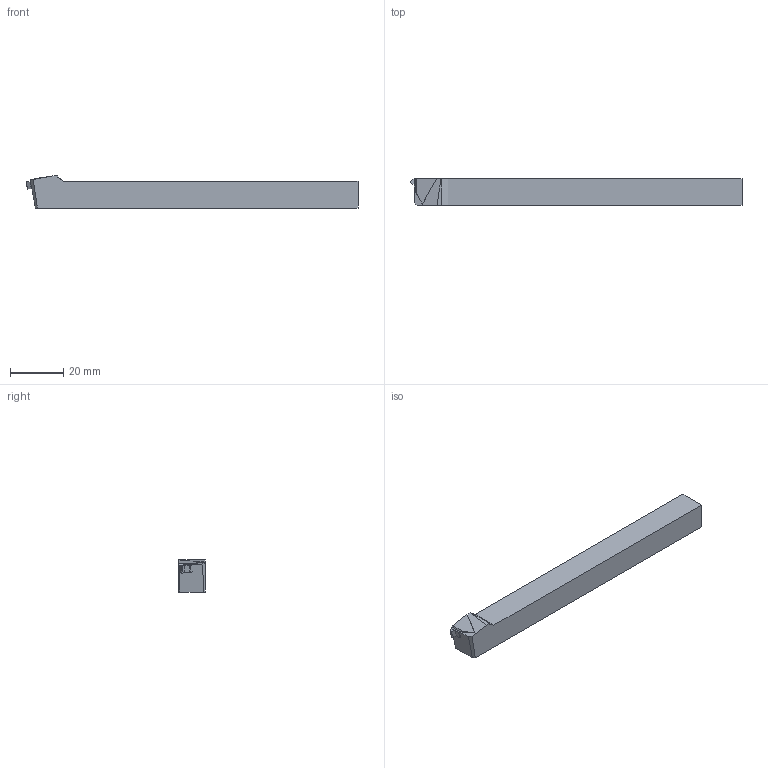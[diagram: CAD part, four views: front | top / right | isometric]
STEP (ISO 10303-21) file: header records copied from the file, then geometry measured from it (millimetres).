
FILE_DESCRIPTION(/* description */ (''),/* implementation_level */ '2;1');
FILE_NAME(/* name */ 'SEL-1010-K11-S.stp',/* time_stamp */ '2023-10-20T10:33:47+03:00',/* author */ (''),/* organization */ (''),/* preprocessor_version */ 'ST-DEVELOPER v19.4',/* originating_system */ 'SIEMENS PLM Software NX2306.3001',/* authorisation */ '');
FILE_SCHEMA (('AP203_CONFIGURATION_CONTROLLED_3D_DESIGN_OF_MECHANICAL_PARTS_AND_ASSEMBLIES_MIM_LF { 1 0 10303 403 2 1 2}'));
Length unit declared in the file: millimetre
Products named in the file (1): model1
Bounding box: 124.21 x 10.05 x 12 mm (x, y, z)
Volume: 12293.4 mm3; surface area: 5306.2 mm2
Topology: 2 solids, 2 shells, 29 faces, 72 edges, 47 vertices
Faces by surface type: plane 26, cylinder 3
Entity records: 932 total; most frequent: CARTESIAN_POINT 149, ORIENTED_EDGE 144, DIRECTION 139, EDGE_CURVE 72, LINE 65, VECTOR 65, VERTEX_POINT 47, AXIS2_PLACEMENT_3D 37
